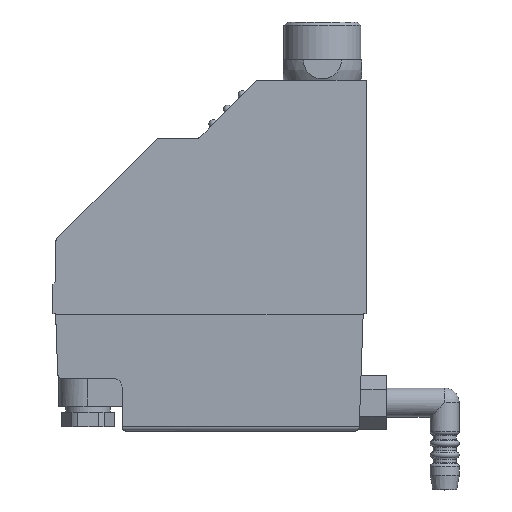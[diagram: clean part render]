
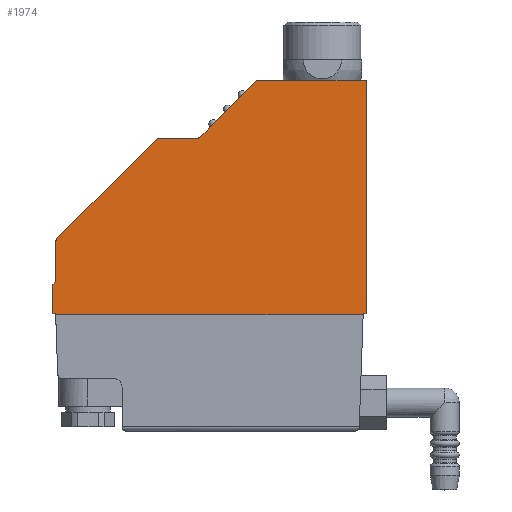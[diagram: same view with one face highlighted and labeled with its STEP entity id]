
A CAD part, top view. The second image highlights one B-rep face of the part: STEP entity #1974.
In plain terms, the highlighted planar face has unit normal (0, 0, 1).
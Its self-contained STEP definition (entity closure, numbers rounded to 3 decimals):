
#55=PLANE('',#2160);
#159=LINE('',#3074,#319);
#185=LINE('',#3205,#345);
#199=LINE('',#3238,#359);
#200=LINE('',#3239,#360);
#201=LINE('',#3241,#361);
#202=LINE('',#3243,#362);
#203=LINE('',#3247,#363);
#204=LINE('',#3251,#364);
#205=LINE('',#3255,#365);
#206=LINE('',#3259,#366);
#207=LINE('',#3261,#367);
#208=LINE('',#3263,#368);
#209=LINE('',#3265,#369);
#319=VECTOR('',#2425,1000.);
#345=VECTOR('',#2509,1000.);
#359=VECTOR('',#2541,1000.);
#360=VECTOR('',#2542,1000.);
#361=VECTOR('',#2543,1000.);
#362=VECTOR('',#2544,1000.);
#363=VECTOR('',#2547,1000.);
#364=VECTOR('',#2550,1000.);
#365=VECTOR('',#2553,1000.);
#366=VECTOR('',#2556,1000.);
#367=VECTOR('',#2557,1000.);
#368=VECTOR('',#2558,1000.);
#369=VECTOR('',#2559,1000.);
#595=ORIENTED_EDGE('',*,*,#1108,.T.);
#596=ORIENTED_EDGE('',*,*,#1126,.T.);
#597=ORIENTED_EDGE('',*,*,#1054,.T.);
#598=ORIENTED_EDGE('',*,*,#1127,.T.);
#599=ORIENTED_EDGE('',*,*,#1128,.T.);
#600=ORIENTED_EDGE('',*,*,#1129,.T.);
#601=ORIENTED_EDGE('',*,*,#1130,.T.);
#602=ORIENTED_EDGE('',*,*,#1131,.T.);
#603=ORIENTED_EDGE('',*,*,#1132,.F.);
#604=ORIENTED_EDGE('',*,*,#1133,.T.);
#605=ORIENTED_EDGE('',*,*,#1134,.T.);
#606=ORIENTED_EDGE('',*,*,#1135,.T.);
#607=ORIENTED_EDGE('',*,*,#1136,.T.);
#608=ORIENTED_EDGE('',*,*,#1137,.T.);
#609=ORIENTED_EDGE('',*,*,#1138,.T.);
#610=ORIENTED_EDGE('',*,*,#1139,.T.);
#611=ORIENTED_EDGE('',*,*,#1140,.T.);
#1054=EDGE_CURVE('',#1331,#1330,#159,.T.);
#1108=EDGE_CURVE('',#1375,#1374,#185,.T.);
#1126=EDGE_CURVE('',#1374,#1331,#199,.T.);
#1127=EDGE_CURVE('',#1330,#1385,#200,.T.);
#1128=EDGE_CURVE('',#1385,#1386,#201,.T.);
#1129=EDGE_CURVE('',#1386,#1387,#202,.T.);
#1130=EDGE_CURVE('',#1387,#1388,#1505,.T.);
#1131=EDGE_CURVE('',#1388,#1389,#203,.T.);
#1132=EDGE_CURVE('',#1390,#1389,#1506,.T.);
#1133=EDGE_CURVE('',#1390,#1391,#204,.T.);
#1134=EDGE_CURVE('',#1391,#1392,#1507,.T.);
#1135=EDGE_CURVE('',#1392,#1393,#205,.T.);
#1136=EDGE_CURVE('',#1393,#1394,#1508,.T.);
#1137=EDGE_CURVE('',#1394,#1395,#206,.T.);
#1138=EDGE_CURVE('',#1395,#1396,#207,.T.);
#1139=EDGE_CURVE('',#1396,#1397,#208,.T.);
#1140=EDGE_CURVE('',#1397,#1375,#209,.T.);
#1330=VERTEX_POINT('',#3073);
#1331=VERTEX_POINT('',#3075);
#1374=VERTEX_POINT('',#3204);
#1375=VERTEX_POINT('',#3206);
#1385=VERTEX_POINT('',#3240);
#1386=VERTEX_POINT('',#3242);
#1387=VERTEX_POINT('',#3244);
#1388=VERTEX_POINT('',#3246);
#1389=VERTEX_POINT('',#3248);
#1390=VERTEX_POINT('',#3250);
#1391=VERTEX_POINT('',#3252);
#1392=VERTEX_POINT('',#3254);
#1393=VERTEX_POINT('',#3256);
#1394=VERTEX_POINT('',#3258);
#1395=VERTEX_POINT('',#3260);
#1396=VERTEX_POINT('',#3262);
#1397=VERTEX_POINT('',#3264);
#1505=CIRCLE('',#2161,1.5);
#1506=CIRCLE('',#2162,1.5);
#1507=CIRCLE('',#2163,1.5);
#1508=CIRCLE('',#2164,1.5);
#1592=EDGE_LOOP('',(#595,#596,#597,#598,#599,#600,#601,#602,#603,#604,#605,
#606,#607,#608,#609,#610,#611));
#1763=FACE_BOUND('',#1592,.T.);
#1974=ADVANCED_FACE('',(#1763),#55,.T.);
#2160=AXIS2_PLACEMENT_3D('',#3237,#2539,#2540);
#2161=AXIS2_PLACEMENT_3D('',#3245,#2545,#2546);
#2162=AXIS2_PLACEMENT_3D('',#3249,#2548,#2549);
#2163=AXIS2_PLACEMENT_3D('',#3253,#2551,#2552);
#2164=AXIS2_PLACEMENT_3D('',#3257,#2554,#2555);
#2425=DIRECTION('',(0.035,0.999,0.));
#2509=DIRECTION('',(0.035,-0.999,0.));
#2539=DIRECTION('',(0.,0.,1.));
#2540=DIRECTION('',(1.,0.,0.));
#2541=DIRECTION('',(1.,0.,0.));
#2542=DIRECTION('',(1.,0.,0.));
#2543=DIRECTION('',(0.,1.,0.));
#2544=DIRECTION('',(-1.,0.,0.));
#2545=DIRECTION('',(0.,0.,1.));
#2546=DIRECTION('',(1.,0.,0.));
#2547=DIRECTION('',(-0.707,-0.707,0.));
#2548=DIRECTION('',(0.,0.,1.));
#2549=DIRECTION('',(1.,0.,0.));
#2550=DIRECTION('',(-1.,0.,0.));
#2551=DIRECTION('',(0.,0.,1.));
#2552=DIRECTION('',(1.,0.,0.));
#2553=DIRECTION('',(-0.707,-0.707,0.));
#2554=DIRECTION('',(0.,0.,1.));
#2555=DIRECTION('',(1.,0.,0.));
#2556=DIRECTION('',(0.,-1.,0.));
#2557=DIRECTION('',(-0.707,-0.707,0.));
#2558=DIRECTION('',(0.,-1.,0.));
#2559=DIRECTION('',(1.,0.,0.));
#3073=CARTESIAN_POINT('',(14.,-100.12,36.));
#3074=CARTESIAN_POINT('',(12.642,-139.002,36.));
#3075=CARTESIAN_POINT('',(13.987,-100.5,36.));
#3204=CARTESIAN_POINT('',(-91.607,-100.5,36.));
#3205=CARTESIAN_POINT('',(-91.62,-100.12,36.));
#3206=CARTESIAN_POINT('',(-91.62,-100.12,36.));
#3237=CARTESIAN_POINT('',(-89.392,-120.95,36.));
#3238=CARTESIAN_POINT('',(-89.392,-100.5,36.));
#3239=CARTESIAN_POINT('',(14.,-100.12,36.));
#3240=CARTESIAN_POINT('',(15.,-100.12,36.));
#3241=CARTESIAN_POINT('',(15.,-100.12,36.));
#3242=CARTESIAN_POINT('',(15.,-20.,36.));
#3243=CARTESIAN_POINT('',(15.,-20.,36.));
#3244=CARTESIAN_POINT('',(-21.879,-20.,36.));
#3245=CARTESIAN_POINT('',(-21.879,-21.5,36.));
#3246=CARTESIAN_POINT('',(-22.939,-20.439,36.));
#3247=CARTESIAN_POINT('',(-22.939,-20.439,36.));
#3248=CARTESIAN_POINT('',(-42.061,-39.561,36.));
#3249=CARTESIAN_POINT('',(-43.121,-38.5,36.));
#3250=CARTESIAN_POINT('',(-43.121,-40.,36.));
#3251=CARTESIAN_POINT('',(-43.121,-40.,36.));
#3252=CARTESIAN_POINT('',(-56.021,-40.,36.));
#3253=CARTESIAN_POINT('',(-56.021,-41.5,36.));
#3254=CARTESIAN_POINT('',(-57.081,-40.439,36.));
#3255=CARTESIAN_POINT('',(-57.081,-40.439,36.));
#3256=CARTESIAN_POINT('',(-91.181,-74.539,36.));
#3257=CARTESIAN_POINT('',(-90.12,-75.599,36.));
#3258=CARTESIAN_POINT('',(-91.62,-75.599,36.));
#3259=CARTESIAN_POINT('',(-91.62,-75.599,36.));
#3260=CARTESIAN_POINT('',(-91.62,-89.12,36.));
#3261=CARTESIAN_POINT('',(-91.62,-89.12,36.));
#3262=CARTESIAN_POINT('',(-92.62,-90.12,36.));
#3263=CARTESIAN_POINT('',(-92.62,-90.12,36.));
#3264=CARTESIAN_POINT('',(-92.62,-100.12,36.));
#3265=CARTESIAN_POINT('',(-92.62,-100.12,36.));
